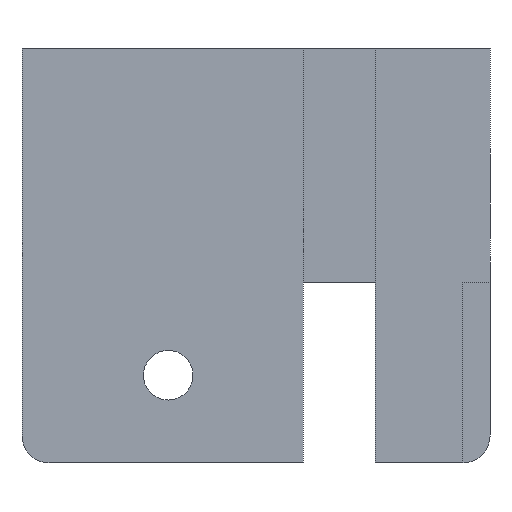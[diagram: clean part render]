
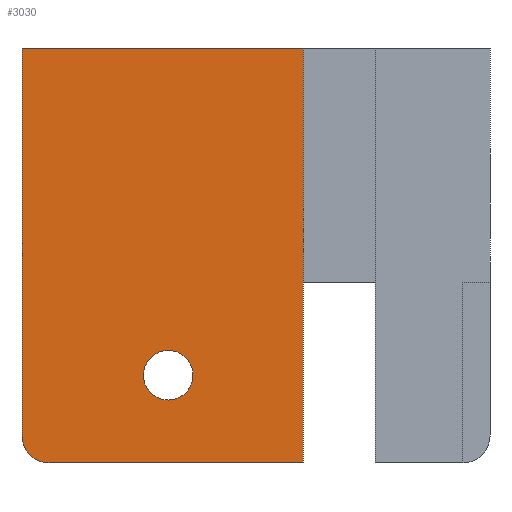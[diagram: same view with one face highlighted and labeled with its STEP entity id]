
A CAD part, front view. The second image highlights one B-rep face of the part: STEP entity #3030.
In plain terms, the highlighted planar face has unit normal (0, -1, 0).
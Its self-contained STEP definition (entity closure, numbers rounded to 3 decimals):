
#105=FACE_BOUND('',#514,.T.);
#171=CIRCLE('',#3212,3.);
#174=CIRCLE('',#3223,2.75);
#327=FACE_OUTER_BOUND('',#513,.T.);
#513=EDGE_LOOP('',(#2316,#2317,#2318,#2319,#2320));
#514=EDGE_LOOP('',(#2321));
#668=LINE('',#4393,#964);
#727=LINE('',#4522,#1023);
#764=LINE('',#4620,#1060);
#822=LINE('',#4789,#1118);
#964=VECTOR('',#3476,10.);
#1023=VECTOR('',#3555,10.);
#1060=VECTOR('',#3624,10.);
#1118=VECTOR('',#3804,10.);
#1260=VERTEX_POINT('',#4390);
#1261=VERTEX_POINT('',#4392);
#1321=VERTEX_POINT('',#4520);
#1366=VERTEX_POINT('',#4619);
#1390=VERTEX_POINT('',#4686);
#1393=VERTEX_POINT('',#4708);
#1560=EDGE_CURVE('',#1261,#1260,#668,.T.);
#1625=EDGE_CURVE('',#1260,#1321,#727,.T.);
#1673=EDGE_CURVE('',#1366,#1261,#764,.T.);
#1706=EDGE_CURVE('',#1390,#1366,#171,.T.);
#1717=EDGE_CURVE('',#1393,#1393,#174,.T.);
#1758=EDGE_CURVE('',#1321,#1390,#822,.T.);
#2316=ORIENTED_EDGE('',*,*,#1560,.T.);
#2317=ORIENTED_EDGE('',*,*,#1625,.T.);
#2318=ORIENTED_EDGE('',*,*,#1758,.T.);
#2319=ORIENTED_EDGE('',*,*,#1706,.T.);
#2320=ORIENTED_EDGE('',*,*,#1673,.T.);
#2321=ORIENTED_EDGE('',*,*,#1717,.T.);
#2916=PLANE('',#3255);
#3030=ADVANCED_FACE('',(#327,#105),#2916,.T.);
#3212=AXIS2_PLACEMENT_3D('',#4687,#3691,#3692);
#3223=AXIS2_PLACEMENT_3D('',#4709,#3721,#3722);
#3255=AXIS2_PLACEMENT_3D('',#4809,#3821,#3822);
#3476=DIRECTION('',(0.,0.,1.));
#3555=DIRECTION('',(-1.,0.,0.));
#3624=DIRECTION('',(1.,0.,0.));
#3691=DIRECTION('center_axis',(0.,-1.,0.));
#3692=DIRECTION('ref_axis',(-0.707,0.,-0.707));
#3721=DIRECTION('center_axis',(0.,1.,0.));
#3722=DIRECTION('ref_axis',(0.,0.,1.));
#3804=DIRECTION('',(0.,0.,-1.));
#3821=DIRECTION('center_axis',(0.,-1.,0.));
#3822=DIRECTION('ref_axis',(0.,0.,
-1.));
#4390=CARTESIAN_POINT('',(20.25,3.,94.));
#4392=CARTESIAN_POINT('',(20.25,3.,48.));
#4393=CARTESIAN_POINT('',(20.25,3.,69.5));
#4520=CARTESIAN_POINT('',(-11.,3.,94.));
#4522=CARTESIAN_POINT('',(28.,3.,94.));
#4619=CARTESIAN_POINT('',(-8.,3.,48.));
#4620=CARTESIAN_POINT('',(41.,3.,48.));
#4686=CARTESIAN_POINT('',(-11.,3.,51.));
#4687=CARTESIAN_POINT('Origin',(-8.,3.,51.));
#4708=CARTESIAN_POINT('',(5.25,3.,55.));
#4709=CARTESIAN_POINT('Origin',(5.25,3.,57.75));
#4789=CARTESIAN_POINT('',(-11.,3.,94.));
#4809=CARTESIAN_POINT('Origin',(15.,3.,71.));
